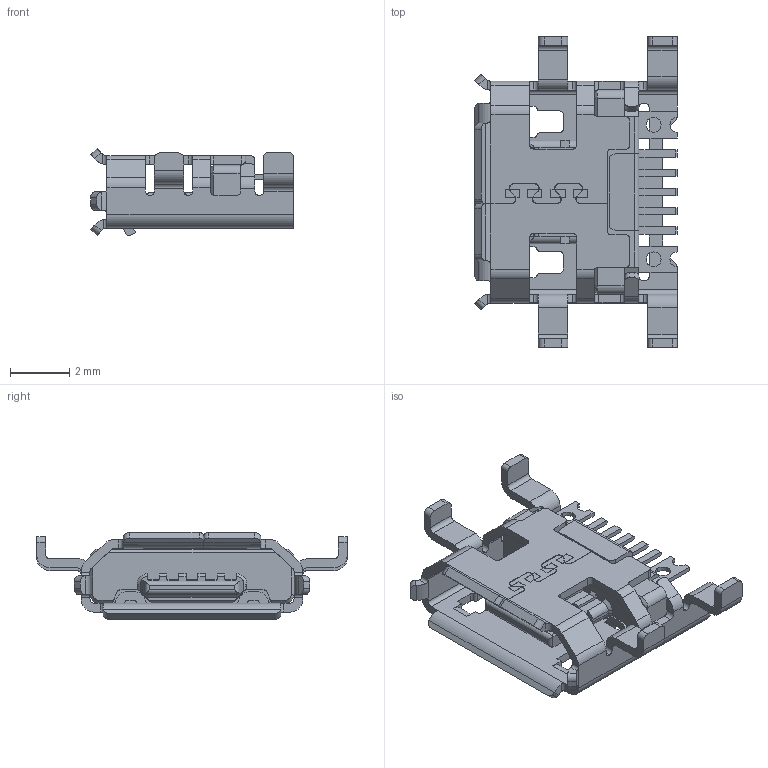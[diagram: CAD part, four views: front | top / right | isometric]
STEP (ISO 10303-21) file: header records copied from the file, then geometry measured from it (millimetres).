
FILE_DESCRIPTION(('CoCreate Modeling STEP Export'),'2;1');
FILE_NAME('3.stp','2014-04-03T11:04:49',(''),(''),'CoCreate Modeling STEP processor for AP214 (Solid Model)','CoCreate Modeling 16.00 13-May-2008 (C) Parametric Technology GmbH','');
FILE_SCHEMA(('AUTOMOTIVE_DESIGN { 1 0 10303 214 1 1 1 1 }'));
Length unit declared in the file: millimetre
Products named in the file (27): terminal; 4DIP08XIAWUFANBIAN_ASM; 1111.stp.1.2.1; a1; SHELL; 1111.stp.1.2.1.1; 沉板0.65四脚全插MICRO; 3.stp
Assembly tree (26 placements, depth 7):
  3.stp
    沉板0.65四脚全插MICRO
      1111.stp.1.2.1.1
        1111.stp.1.2.1
          4DIP08XIAWUFANBIAN_ASM
            terminal
        4DIP08XIAWUFANBIAN_ASM
          terminal
        a1
          4DIP08XIAWUFANBIAN_ASM
            terminal
          1111.stp.1.2.1
            4DIP08XIAWUFANBIAN_ASM
              terminal
      SHELL
      1111.stp.1.2.1
        1111.stp.1.2.1
          4DIP08XIAWUFANBIAN_ASM
            terminal
        4DIP08XIAWUFANBIAN_ASM
          terminal
        a1
          4DIP08XIAWUFANBIAN_ASM
            terminal
          1111.stp.1.2.1
            4DIP08XIAWUFANBIAN_ASM
              terminal
Bounding box: 6.85 x 10.5 x 2.94 mm (x, y, z)
Volume: 50.4 mm3; surface area: 299.7 mm2
Topology: 1 solids, 1 shells, 684 faces, 1964 edges, 1274 vertices
Faces by surface type: plane 442, cylinder 230, cone 8, bspline 2, torus 2
Entity records: 22583 total; most frequent: CARTESIAN_POINT 4117, ORIENTED_EDGE 3942, DIRECTION 3605, EDGE_CURVE 1964, VECTOR 1397, LINE 1397, VERTEX_POINT 1274, AXIS2_PLACEMENT_3D 1104
